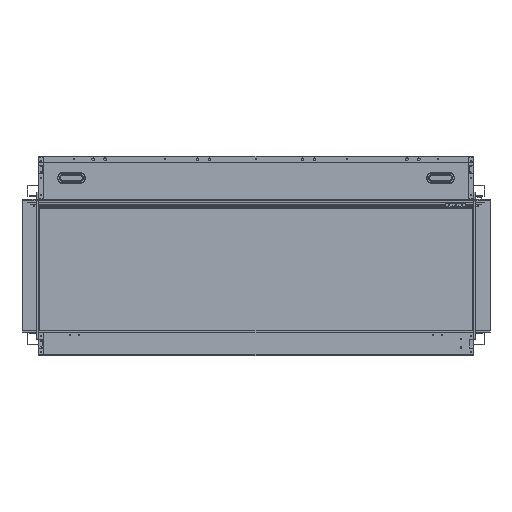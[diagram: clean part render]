
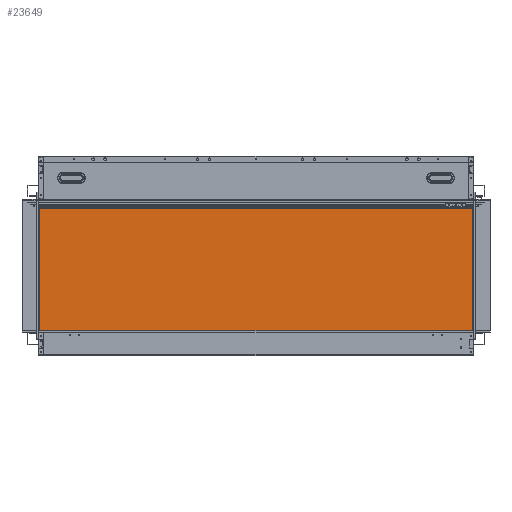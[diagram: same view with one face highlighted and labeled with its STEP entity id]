
A CAD part, top view. The second image highlights one B-rep face of the part: STEP entity #23649.
In plain terms, the highlighted planar face has unit normal (0, 0, 1).
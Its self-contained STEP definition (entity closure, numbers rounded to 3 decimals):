
#1282 = CARTESIAN_POINT ( 'NONE',  ( 761., 77.5, 330. ) ) ;
#6162 = ORIENTED_EDGE ( 'NONE', *, *, #12200, .T. ) ;
#7149 = ORIENTED_EDGE ( 'NONE', *, *, #18682, .T. ) ;
#8162 = ORIENTED_EDGE ( 'NONE', *, *, #45534, .T. ) ;
#8245 = VECTOR ( 'NONE', #57984, 1000. ) ;
#9852 = VECTOR ( 'NONE', #76473, 1000. ) ;
#9853 = PLANE ( 'NONE',  #71569 ) ;
#11229 = LINE ( 'NONE', #34912, #9852 ) ;
#11745 = VERTEX_POINT ( 'NONE', #57352 ) ;
#12200 = EDGE_CURVE ( 'NONE', #11745, #18910, #63450, .T. ) ;
#15243 = LINE ( 'NONE', #55681, #57340 ) ;
#18682 = EDGE_CURVE ( 'NONE', #43069, #33309, #55409, .T. ) ;
#18910 = VERTEX_POINT ( 'NONE', #1282 ) ;
#23649 = ADVANCED_FACE ( 'NONE', ( #63848 ), #9853, .T. ) ;
#23851 = CARTESIAN_POINT ( 'NONE',  ( 761., 520.64, 330. ) ) ;
#32820 = CARTESIAN_POINT ( 'NONE',  ( 0., 520.64, 330. ) ) ;
#33309 = VERTEX_POINT ( 'NONE', #49368 ) ;
#33536 = DIRECTION ( 'NONE',  ( 0., 0., 1. ) ) ;
#34899 = EDGE_CURVE ( 'NONE', #33309, #11745, #11229, .T. ) ;
#34912 = CARTESIAN_POINT ( 'NONE',  ( -761., 76.5, 330. ) ) ;
#37804 = DIRECTION ( 'NONE',  ( 0., 1., 0. ) ) ;
#38864 = EDGE_LOOP ( 'NONE', ( #8162, #7149, #59268, #6162 ) ) ;
#39733 = CARTESIAN_POINT ( 'NONE',  ( 0., 76.5, 330. ) ) ;
#43069 = VERTEX_POINT ( 'NONE', #23851 ) ;
#45534 = EDGE_CURVE ( 'NONE', #18910, #43069, #15243, .T. ) ;
#49368 = CARTESIAN_POINT ( 'NONE',  ( -761., 520.64, 330. ) ) ;
#52921 = CARTESIAN_POINT ( 'NONE',  ( 0., 77.5, 330. ) ) ;
#55409 = LINE ( 'NONE', #32820, #57416 ) ;
#55681 = CARTESIAN_POINT ( 'NONE',  ( 761., 76.5, 330. ) ) ;
#57340 = VECTOR ( 'NONE', #37804, 1000. ) ;
#57352 = CARTESIAN_POINT ( 'NONE',  ( -761., 77.5, 330. ) ) ;
#57416 = VECTOR ( 'NONE', #67455, 1000. ) ;
#57984 = DIRECTION ( 'NONE',  ( 1., 0., 0. ) ) ;
#59268 = ORIENTED_EDGE ( 'NONE', *, *, #34899, .T. ) ;
#63450 = LINE ( 'NONE', #52921, #8245 ) ;
#63848 = FACE_OUTER_BOUND ( 'NONE', #38864, .T. ) ;
#67455 = DIRECTION ( 'NONE',  ( -1., 0., 0. ) ) ;
#71569 = AXIS2_PLACEMENT_3D ( 'NONE', #39733, #33536, #75476 ) ;
#75476 = DIRECTION ( 'NONE',  ( 1., 0., 0. ) ) ;
#76473 = DIRECTION ( 'NONE',  ( 0., -1., 0. ) ) ;
